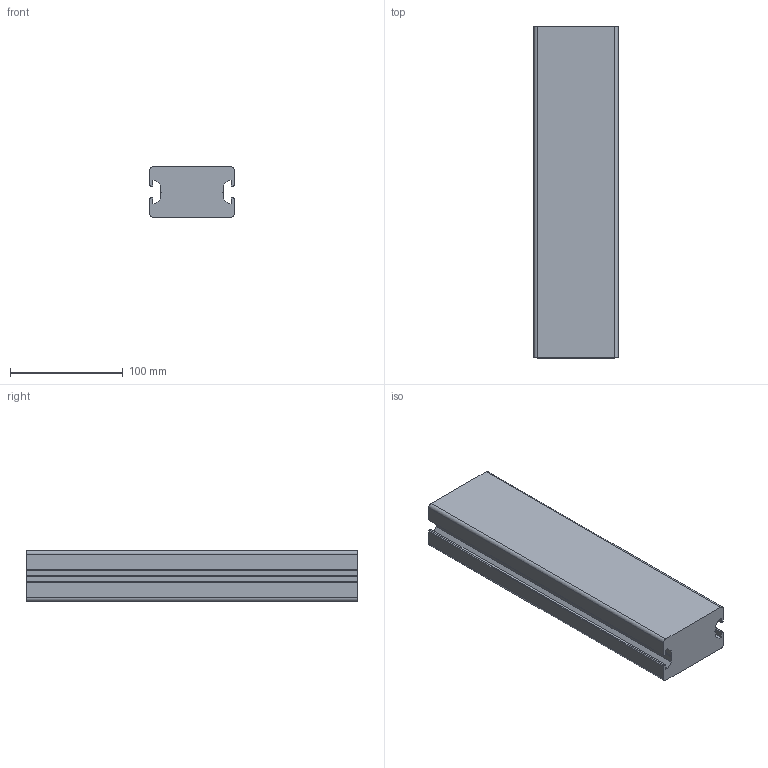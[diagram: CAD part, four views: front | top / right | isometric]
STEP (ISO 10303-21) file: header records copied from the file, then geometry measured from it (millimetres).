
FILE_DESCRIPTION (( 'STEP AP203' ), '1' );
FILE_NAME ('Conveyor Extrusion 295mm_Default_sldprt.STEP', '2023-10-19T05:34:24', ( '' ), ( '' ), 'SwSTEP 2.0', 'SolidWorks 2023', '' );
FILE_SCHEMA (( 'CONFIG_CONTROL_DESIGN' ));
Length unit declared in the file: millimetre
Products named in the file (1): Conveyor Extrusion 295mm_Default_sldprt
Bounding box: 75 x 295 x 45 mm (x, y, z)
Volume: 900228.4 mm3; surface area: 96851.8 mm2
Topology: 1 solids, 1 shells, 64 faces, 162 edges, 108 vertices
Faces by surface type: plane 40, cylinder 24
Entity records: 2011 total; most frequent: DIRECTION 340, CARTESIAN_POINT 335, ORIENTED_EDGE 324, EDGE_CURVE 162, LINE 114, VECTOR 114, AXIS2_PLACEMENT_3D 113, VERTEX_POINT 108
